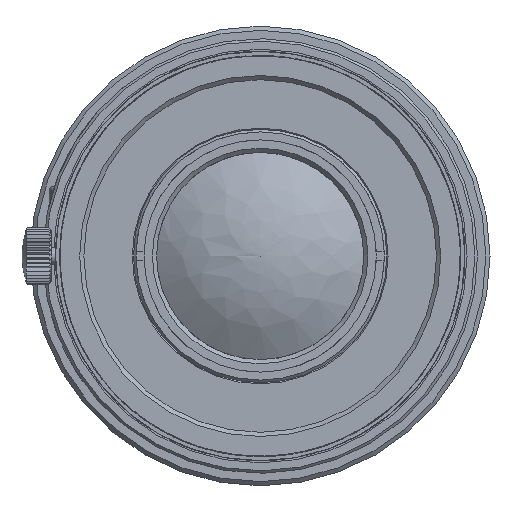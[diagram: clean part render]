
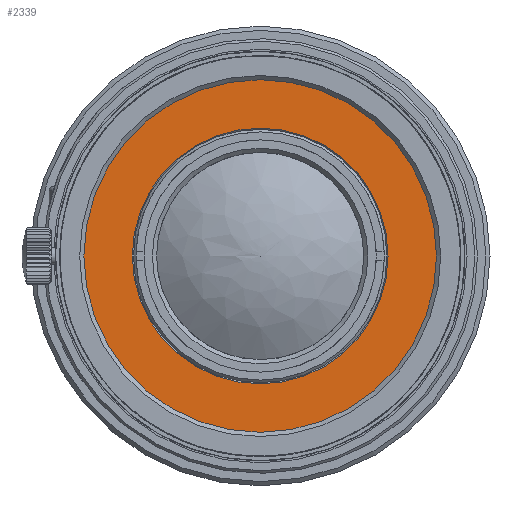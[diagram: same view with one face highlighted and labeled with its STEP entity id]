
A CAD part, left-side view. The second image highlights one B-rep face of the part: STEP entity #2339.
In plain terms, the highlighted planar face has unit normal (-1, 0, 0).
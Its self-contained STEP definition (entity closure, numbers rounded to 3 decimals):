
#2092=PLANE('',#10519);
#2339=ADVANCED_FACE('',(#3082,#3083),#2092,.F.);
#3082=FACE_BOUND('',#3441,.T.);
#3083=FACE_BOUND('',#3442,.T.);
#3441=EDGE_LOOP('',(#4192));
#3442=EDGE_LOOP('',(#4193));
#4192=ORIENTED_EDGE('',*,*,#8582,.F.);
#4193=ORIENTED_EDGE('',*,*,#8581,.T.);
#7264=VERTEX_POINT('',#13433);
#7265=VERTEX_POINT('',#13436);
#8581=EDGE_CURVE('',#7264,#7264,#10145,.T.);
#8582=EDGE_CURVE('',#7265,#7265,#10146,.T.);
#10145=CIRCLE('',#10516,21.6);
#10146=CIRCLE('',#10518,15.3);
#10516=AXIS2_PLACEMENT_3D('',#13432,#11414,#11415);
#10518=AXIS2_PLACEMENT_3D('',#13435,#11418,#11419);
#10519=AXIS2_PLACEMENT_3D('',#13437,#11420,#11421);
#11414=DIRECTION('',(-1.,0.,0.));
#11415=DIRECTION('',(0.,0.,1.));
#11418=DIRECTION('',(-1.,0.,0.));
#11419=DIRECTION('',(0.,0.,1.));
#11420=DIRECTION('',(1.,0.,0.));
#11421=DIRECTION('',(0.,0.,-1.));
#13432=CARTESIAN_POINT('',(-100.625,0.,0.));
#13433=CARTESIAN_POINT('',(-100.625,0.,21.6));
#13435=CARTESIAN_POINT('',(-100.625,0.,0.));
#13436=CARTESIAN_POINT('',(-100.625,0.,15.3));
#13437=CARTESIAN_POINT('',(-100.625,0.,21.6));
